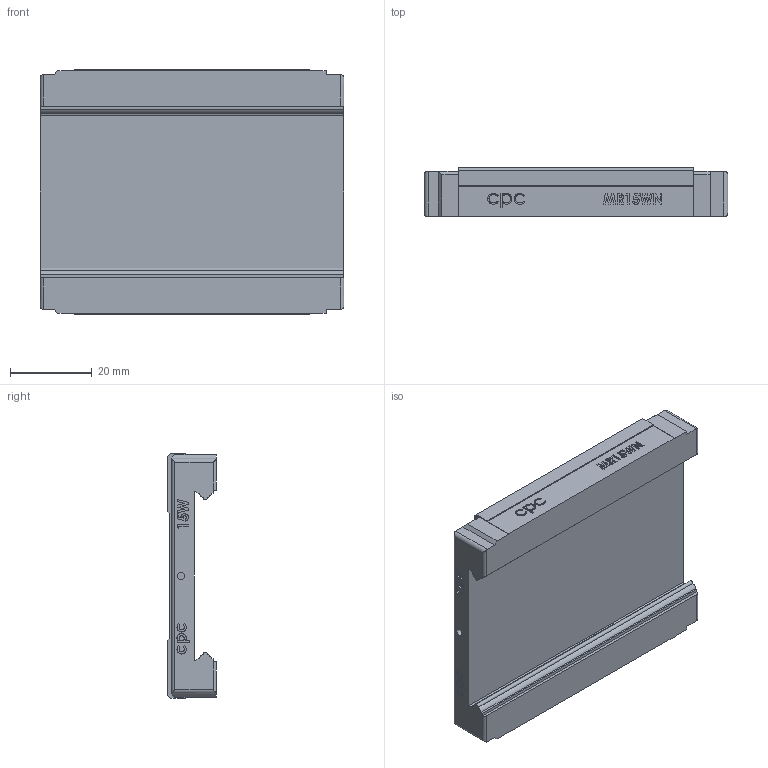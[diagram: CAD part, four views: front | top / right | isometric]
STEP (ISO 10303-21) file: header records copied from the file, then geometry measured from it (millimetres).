
FILE_DESCRIPTION (( 'STEP AP203' ), '1' );
FILE_NAME ('15WL-SS-ZZ-block.STEP', '2009-08-12T03:08:55', ( 'cpc' ), ( '' ), 'SwSTEP 2.0', 'SolidWorks 2007', '' );
FILE_SCHEMA (( 'CONFIG_CONTROL_DESIGN' ));
Length unit declared in the file: millimetre
Products named in the file (1): 15WL-SS-ZZ-block
Bounding box: 74.4 x 12 x 60 mm (x, y, z)
Volume: 34705.3 mm3; surface area: 13022.9 mm2
Topology: 1 solids, 1 shells, 492 faces, 1324 edges, 872 vertices
Faces by surface type: plane 297, bspline 136, cylinder 43, cone 16
Entity records: 22867 total; most frequent: CARTESIAN_POINT 11361, ORIENTED_EDGE 2632, DIRECTION 1836, EDGE_CURVE 1316, VECTOR 950, LINE 950, VERTEX_POINT 872, EDGE_LOOP 538
